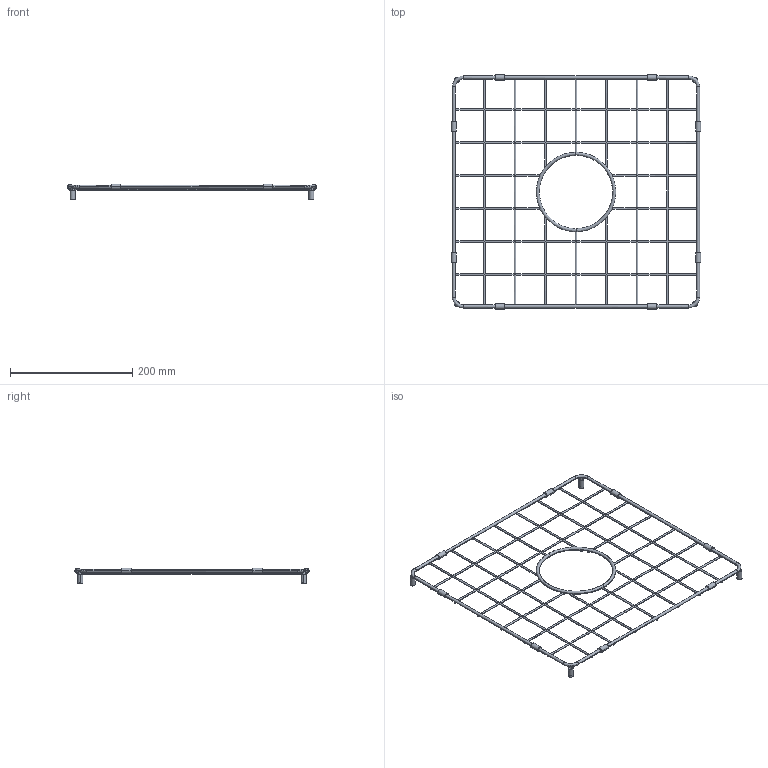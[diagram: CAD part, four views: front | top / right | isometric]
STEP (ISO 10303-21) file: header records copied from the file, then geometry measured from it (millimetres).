
FILE_DESCRIPTION(/* description */ (''),/* implementation_level */ '2;1');
FILE_NAME(/* name */ 'STEP - 405x380_33529',/* time_stamp */ '2026-01-29T16:14:56+11:00',/* author */ (''),/* organization */ (''),/* preprocessor_version */ 'ST-DEVELOPER v16.5',/* originating_system */ 'Rhino 7.38',/* authorisation */ '');
FILE_SCHEMA (('AUTOMOTIVE_DESIGN'));
Length unit declared in the file: millimetre
Products named in the file (2): Document; BG4138（CV41SSG) 405X380X21
Assembly tree (1 placements, depth 2):
  Document
    BG4138（CV41SSG) 405X380X21
Bounding box: 408.5 x 383.5 x 25.84 mm (x, y, z)
Volume: 78763.1 mm3; surface area: 77800.5 mm2
Topology: 23 solids, 23 shells, 324 faces, 701 edges, 409 vertices
Faces by surface type: cylinder 222, plane 86, bspline 16
Entity records: 10145 total; most frequent: CARTESIAN_POINT 5002, ORIENTED_EDGE 1400, EDGE_CURVE 700, VERTEX_POINT 408, EDGE_LOOP 340, ADVANCED_FACE 324, FACE_OUTER_BOUND 324, DIRECTION 318
